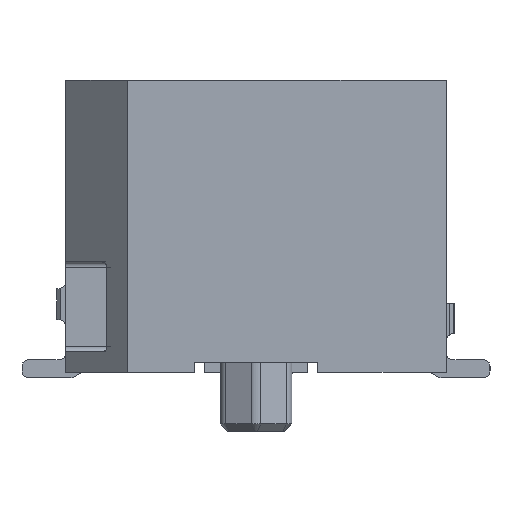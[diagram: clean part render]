
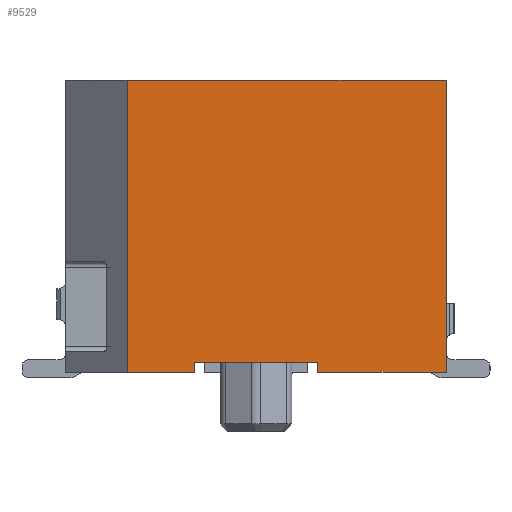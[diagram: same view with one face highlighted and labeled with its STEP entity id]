
A CAD part, left-side view. The second image highlights one B-rep face of the part: STEP entity #9529.
In plain terms, the highlighted planar face has unit normal (-1, 0, 0).
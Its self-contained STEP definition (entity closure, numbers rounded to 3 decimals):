
#7383=CARTESIAN_POINT('',(-11.11,-3.7,5.78));
#7384=VERTEX_POINT('',#7383);
#7391=CARTESIAN_POINT('',(-11.11,-3.7,0.1));
#7392=VERTEX_POINT('',#7391);
#7393=CARTESIAN_POINT('',(-11.11,-3.7,5.78));
#7394=DIRECTION('',(0.0,0.0,-1.0));
#7395=VECTOR('',#7394,5.68);
#7396=LINE('',#7393,#7395);
#7397=EDGE_CURVE('',#7384,#7392,#7396,.T.);
#9307=CARTESIAN_POINT('',(-11.11,-1.2,0.1));
#9308=VERTEX_POINT('',#9307);
#9309=CARTESIAN_POINT('',(-11.11,-1.2,0.1));
#9310=DIRECTION('',(0.0,-1.0,0.0));
#9311=VECTOR('',#9310,2.5);
#9312=LINE('',#9309,#9311);
#9313=EDGE_CURVE('',#9308,#7392,#9312,.T.);
#9458=CARTESIAN_POINT('',(-11.11,1.2,0.1));
#9459=VERTEX_POINT('',#9458);
#9466=CARTESIAN_POINT('',(-11.11,2.5,0.1));
#9467=VERTEX_POINT('',#9466);
#9468=CARTESIAN_POINT('',(-11.11,2.5,0.1));
#9469=DIRECTION('',(0.0,-1.0,0.0));
#9470=VECTOR('',#9469,1.3);
#9471=LINE('',#9468,#9470);
#9472=EDGE_CURVE('',#9467,#9459,#9471,.T.);
#9483=CARTESIAN_POINT('',(-11.11,-4.01,-0.184));
#9484=DIRECTION('',(1.0,0.0,0.0));
#9485=DIRECTION('',(0.0,1.0,0.0));
#9486=AXIS2_PLACEMENT_3D('',#9483,#9484,#9485);
#9487=PLANE('',#9486);
#9488=CARTESIAN_POINT('',(-11.11,-1.2,0.3));
#9489=VERTEX_POINT('',#9488);
#9490=CARTESIAN_POINT('',(-11.11,1.2,0.3));
#9491=VERTEX_POINT('',#9490);
#9492=CARTESIAN_POINT('',(-11.11,-1.2,0.3));
#9493=DIRECTION('',(0.0,1.0,0.0));
#9494=VECTOR('',#9493,2.4);
#9495=LINE('',#9492,#9494);
#9496=EDGE_CURVE('',#9489,#9491,#9495,.T.);
#9497=ORIENTED_EDGE('',*,*,#9496,.F.);
#9498=CARTESIAN_POINT('',(-11.11,-1.2,0.3));
#9499=DIRECTION('',(0.0,0.0,-1.0));
#9500=VECTOR('',#9499,0.2);
#9501=LINE('',#9498,#9500);
#9502=EDGE_CURVE('',#9489,#9308,#9501,.T.);
#9503=ORIENTED_EDGE('',*,*,#9502,.T.);
#9504=ORIENTED_EDGE('',*,*,#9313,.T.);
#9505=ORIENTED_EDGE('',*,*,#7397,.F.);
#9506=CARTESIAN_POINT('',(-11.11,2.5,5.78));
#9507=VERTEX_POINT('',#9506);
#9508=CARTESIAN_POINT('',(-11.11,2.5,5.78));
#9509=DIRECTION('',(0.0,-1.0,0.0));
#9510=VECTOR('',#9509,6.2);
#9511=LINE('',#9508,#9510);
#9512=EDGE_CURVE('',#9507,#7384,#9511,.T.);
#9513=ORIENTED_EDGE('',*,*,#9512,.F.);
#9514=CARTESIAN_POINT('',(-11.11,2.5,5.78));
#9515=DIRECTION('',(0.0,0.0,-1.0));
#9516=VECTOR('',#9515,5.68);
#9517=LINE('',#9514,#9516);
#9518=EDGE_CURVE('',#9507,#9467,#9517,.T.);
#9519=ORIENTED_EDGE('',*,*,#9518,.T.);
#9520=ORIENTED_EDGE('',*,*,#9472,.T.);
#9521=CARTESIAN_POINT('',(-11.11,1.2,0.3));
#9522=DIRECTION('',(0.0,0.0,-1.0));
#9523=VECTOR('',#9522,0.2);
#9524=LINE('',#9521,#9523);
#9525=EDGE_CURVE('',#9491,#9459,#9524,.T.);
#9526=ORIENTED_EDGE('',*,*,#9525,.F.);
#9527=EDGE_LOOP('',(#9497,#9503,#9504,#9505,#9513,#9519,#9520,#9526));
#9528=FACE_OUTER_BOUND('',#9527,.T.);
#9529=ADVANCED_FACE('',(#9528),#9487,.F.);
